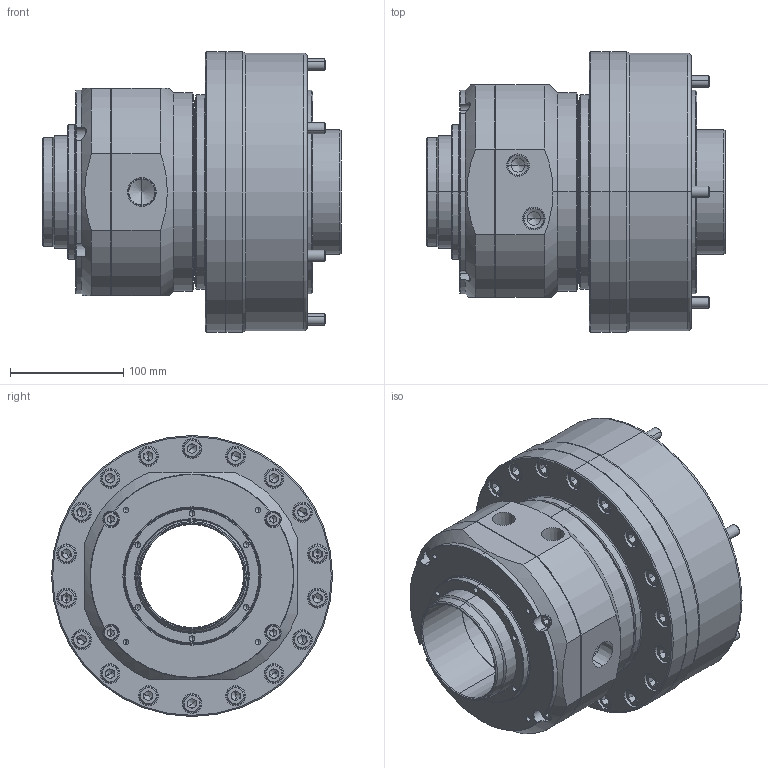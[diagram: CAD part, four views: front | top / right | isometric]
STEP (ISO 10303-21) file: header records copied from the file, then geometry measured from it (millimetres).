
FILE_DESCRIPTION (( 'STEP AP203' ), '1' );
FILE_NAME ('CF-TR-1291.STEP', '2024-08-12T08:12:09', ( '' ), ( '' ), 'SwSTEP 2.0', 'SolidWorks 2020', '' );
FILE_SCHEMA (( 'CONFIG_CONTROL_DESIGN' ));
Length unit declared in the file: millimetre
Products named in the file (9): CF-TR-1291-02000; CF-TR-1291; CF-TR-1291-03000; CF-TK-A1291-04010; CF-TR-1291-04000; 圓頭內六角螺栓_M8x30; 圓頭內六角螺栓_M10x30; CF-TR-1291-01000; 圓頭內六角螺栓_M10x95
Assembly tree (27 placements, depth 2):
  CF-TR-1291
    CF-TR-1291-01000
    CF-TR-1291-02000
    CF-TR-1291-03000
    CF-TK-A1291-04010
    CF-TR-1291-04000
    圓頭內六角螺栓_M8x30  x4
    圓頭內六角螺栓_M10x30  x12
    圓頭內六角螺栓_M10x95  x6
Bounding box: 263.5 x 248 x 248 mm (x, y, z)
Volume: 5221520 mm3; surface area: 866634.1 mm2
Topology: 27 solids, 27 shells, 1064 faces, 2455 edges, 1442 vertices
Faces by surface type: plane 404, cylinder 355, cone 299, torus 6
Entity records: 18349 total; most frequent: CARTESIAN_POINT 3191, DIRECTION 3148, ORIENTED_EDGE 2598, EDGE_CURVE 1299, AXIS2_PLACEMENT_3D 1298, VERTEX_POINT 815, EDGE_LOOP 744, CIRCLE 679
